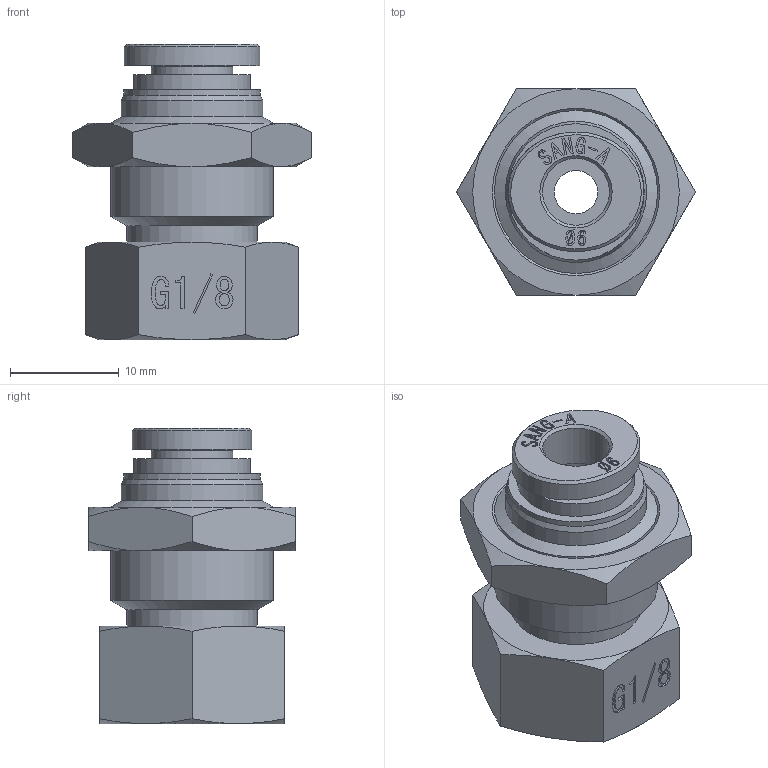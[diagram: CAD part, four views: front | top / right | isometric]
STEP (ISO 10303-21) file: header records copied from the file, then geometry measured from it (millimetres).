
FILE_DESCRIPTION((''),'2;1');
FILE_NAME('F-PMF 06G01.stp','2021-02-24T17:42:39',('Administrator'),(''),'Autodesk Inventor 2013','Autodesk Inventor 2013','');
FILE_SCHEMA(('CONFIG_CONTROL_DESIGN'));
Length unit declared in the file: millimetre
Products named in the file (4): F-PMF 06G01; F-SLEEVE 06(SUS); F-PMF BODY 06G01; NUT 06(SUS)
Assembly tree (3 placements, depth 2):
  F-PMF 06G01
    F-SLEEVE 06(SUS)
    F-PMF BODY 06G01
    NUT 06(SUS)
Bounding box: 21.94 x 19 x 27.2 mm (x, y, z)
Volume: 4382.6 mm3; surface area: 3354.6 mm2
Topology: 3 solids, 3 shells, 304 faces, 777 edges, 507 vertices
Faces by surface type: plane 129, bspline 129, cone 32, cylinder 14
Full cylindrical faces by diameter (mm): 2.516 x1, 4 x1, 6.15 x1, 6.2 x1, 7.5 x1, 8.566 x1, 10.75 x1, 12 x1, 12.55 x1, 13 x1, 14.2 x1, 15 x1
Entity records: 9355 total; most frequent: CARTESIAN_POINT 2909, ORIENTED_EDGE 1508, DIRECTION 886, EDGE_CURVE 754, VERTEX_POINT 504, VECTOR 392, LINE 392, EDGE_LOOP 358
